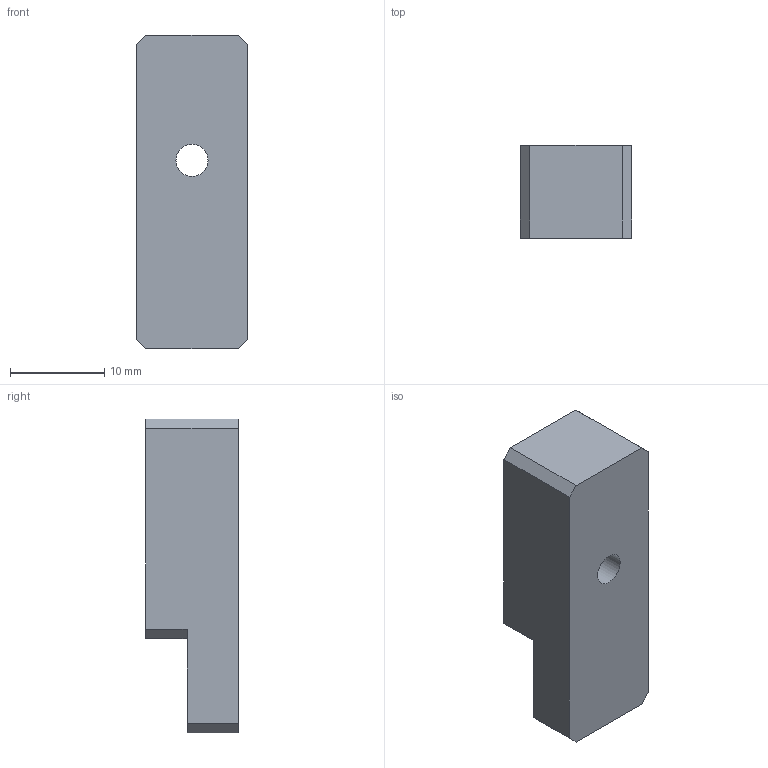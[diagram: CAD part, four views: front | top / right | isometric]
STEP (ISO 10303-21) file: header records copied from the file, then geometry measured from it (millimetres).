
FILE_DESCRIPTION(('FreeCAD Model'),'2;1');
FILE_NAME('Open CASCADE Shape Model','2024-06-08T19:49:47',(''),(''), 'Open CASCADE STEP processor 7.6','FreeCAD','Unknown');
FILE_SCHEMA(('AUTOMOTIVE_DESIGN { 1 0 10303 214 1 1 1 1 }'));
Length unit declared in the file: millimetre
Products named in the file (2): BE_Spacer; BE_Spacer-Body
Assembly tree (1 placements, depth 2):
  BE_Spacer
    BE_Spacer-Body
Bounding box: 11.8 x 9.85 x 33.3 mm (x, y, z)
Volume: 3206.6 mm3; surface area: 1664.3 mm2
Topology: 1 solids, 1 shells, 17 faces, 44 edges, 30 vertices
Faces by surface type: plane 15, cylinder 2
Full cylindrical faces by diameter (mm): 3.4 x1, 4.5 x1
Entity records: 1137 total; most frequent: CARTESIAN_POINT 187, DIRECTION 173, LINE 124, VECTOR 124, ORIENTED_EDGE 88, PCURVE 88, DEFINITIONAL_REPRESENTATION 88, EDGE_CURVE 44
